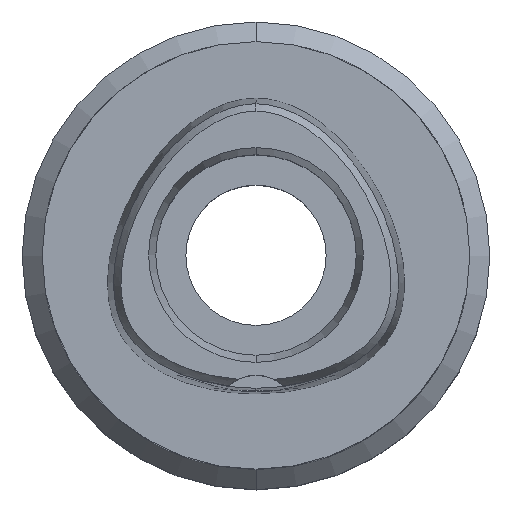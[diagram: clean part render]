
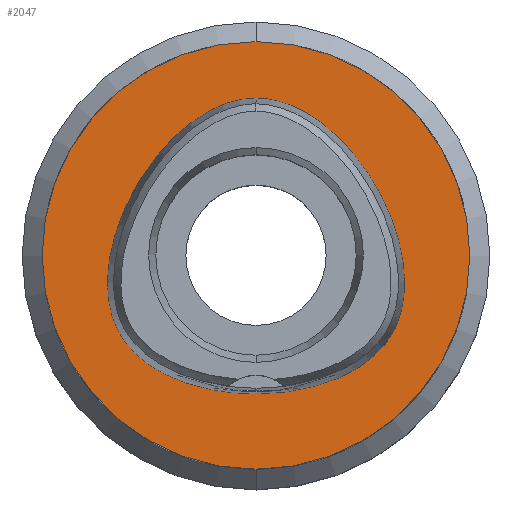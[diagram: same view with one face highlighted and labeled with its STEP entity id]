
A CAD part, top view. The second image highlights one B-rep face of the part: STEP entity #2047.
In plain terms, the highlighted planar face has unit normal (0, 0, 1).
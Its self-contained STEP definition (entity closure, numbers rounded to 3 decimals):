
#282=CARTESIAN_POINT('',(0.,0.,0.));
#283=DIRECTION('',(0.,0.,-1.));
#284=DIRECTION('',(0.,-1.,0.));
#285=AXIS2_PLACEMENT_3D('',#282,#283,#284);
#290=CARTESIAN_POINT('',(0.,0.,0.));
#291=DIRECTION('',(0.,0.,-1.));
#292=DIRECTION('',(0.,1.,0.));
#293=AXIS2_PLACEMENT_3D('',#290,#291,#292);
#298=CARTESIAN_POINT('',(0.,-10.363,0.));
#299=CARTESIAN_POINT('',(0.458,-10.363,
0.));
#300=CARTESIAN_POINT('',(1.36,-10.328,
0.));
#301=CARTESIAN_POINT('',(2.684,-10.175,
0.));
#302=CARTESIAN_POINT('',(3.925,-9.931,
0.));
#303=CARTESIAN_POINT('',(5.06,-9.613,0.));
#304=CARTESIAN_POINT('',(6.074,-9.237,0.));
#305=CARTESIAN_POINT('',(6.966,-8.818,0.));
#306=CARTESIAN_POINT('',(7.74,-8.369,0.));
#307=CARTESIAN_POINT('',(8.405,-7.899,0.));
#308=CARTESIAN_POINT('',(8.974,-7.413,0.));
#309=CARTESIAN_POINT('',(9.456,-6.915,0.));
#310=CARTESIAN_POINT('',(9.86,-6.406,0.));
#311=CARTESIAN_POINT('',(10.197,-5.885,0.));
#312=CARTESIAN_POINT('',(10.479,-5.335,0.));
#313=CARTESIAN_POINT('',(10.716,-4.731,0.));
#314=CARTESIAN_POINT('',(10.907,-4.064,0.));
#315=CARTESIAN_POINT('',(11.043,-3.329,0.));
#316=CARTESIAN_POINT('',(11.118,-2.517,0.));
#317=CARTESIAN_POINT('',(11.119,-1.622,0.));
#318=CARTESIAN_POINT('',(11.036,-0.64,0.));
#319=CARTESIAN_POINT('',(10.854,0.427,0.));
#320=CARTESIAN_POINT('',(10.562,1.569,0.));
#321=CARTESIAN_POINT('',(10.152,2.767,0.));
#322=CARTESIAN_POINT('',(9.623,3.989,0.));
#323=CARTESIAN_POINT('',(8.987,5.195,0.));
#324=CARTESIAN_POINT('',(8.26,6.349,0.));
#325=CARTESIAN_POINT('',(7.466,7.416,0.));
#326=CARTESIAN_POINT('',(6.634,8.369,0.));
#327=CARTESIAN_POINT('',(5.791,9.192,0.));
#328=CARTESIAN_POINT('',(4.958,9.882,0.));
#329=CARTESIAN_POINT('',(4.15,10.444,0.));
#330=CARTESIAN_POINT('',(3.374,10.889,0.));
#331=CARTESIAN_POINT('',(2.634,11.23,0.));
#332=CARTESIAN_POINT('',(1.929,11.479,
0.));
#333=CARTESIAN_POINT('',(1.257,11.647,0.));
#334=CARTESIAN_POINT('',(0.615,11.743,
0.));
#335=CARTESIAN_POINT('',(0.202,11.763,
0.));
#336=CARTESIAN_POINT('',(0.,11.763,
0.));
#341=CARTESIAN_POINT('',(0.,11.763,
0.));
#342=CARTESIAN_POINT('',(-0.202,11.763,
0.));
#343=CARTESIAN_POINT('',(-0.615,11.743,
0.));
#344=CARTESIAN_POINT('',(-1.257,11.647,
0.));
#345=CARTESIAN_POINT('',(-1.929,11.479,
0.));
#346=CARTESIAN_POINT('',(-2.634,11.23,0.));
#347=CARTESIAN_POINT('',(-3.374,10.889,0.));
#348=CARTESIAN_POINT('',(-4.149,10.444,0.));
#349=CARTESIAN_POINT('',(-4.958,9.882,0.));
#350=CARTESIAN_POINT('',(-5.79,9.192,0.));
#351=CARTESIAN_POINT('',(-6.633,8.37,0.));
#352=CARTESIAN_POINT('',(-7.465,7.417,0.));
#353=CARTESIAN_POINT('',(-8.259,6.349,0.));
#354=CARTESIAN_POINT('',(-8.986,5.196,0.));
#355=CARTESIAN_POINT('',(-9.623,3.99,0.));
#356=CARTESIAN_POINT('',(-10.151,2.769,0.));
#357=CARTESIAN_POINT('',(-10.561,1.572,0.));
#358=CARTESIAN_POINT('',(-10.854,0.43,0.));
#359=CARTESIAN_POINT('',(-11.036,-0.637,0.));
#360=CARTESIAN_POINT('',(-11.119,-1.619,0.));
#361=CARTESIAN_POINT('',(-11.118,-2.514,0.));
#362=CARTESIAN_POINT('',(-11.044,-3.326,0.));
#363=CARTESIAN_POINT('',(-10.907,-4.062,0.));
#364=CARTESIAN_POINT('',(-10.717,-4.729,0.));
#365=CARTESIAN_POINT('',(-10.48,-5.332,0.));
#366=CARTESIAN_POINT('',(-10.197,-5.885,0.));
#367=CARTESIAN_POINT('',(-9.86,-6.406,0.));
#368=CARTESIAN_POINT('',(-9.456,-6.914,0.));
#369=CARTESIAN_POINT('',(-8.974,-7.412,0.));
#370=CARTESIAN_POINT('',(-8.406,-7.898,0.));
#371=CARTESIAN_POINT('',(-7.74,-8.369,0.));
#372=CARTESIAN_POINT('',(-6.966,-8.818,0.));
#373=CARTESIAN_POINT('',(-6.075,-9.237,0.));
#374=CARTESIAN_POINT('',(-5.06,-9.613,0.));
#375=CARTESIAN_POINT('',(-3.925,-9.931,
0.));
#376=CARTESIAN_POINT('',(-2.684,-10.175,
0.));
#377=CARTESIAN_POINT('',(-1.36,-10.328,
0.));
#378=CARTESIAN_POINT('',(-0.458,-10.363,0.));
#379=CARTESIAN_POINT('',(0.,-10.363,0.));
#1363=VERTEX_POINT('',#341);
#1364=VERTEX_POINT('',#379);
#1369=CARTESIAN_POINT('',(0.,-16.,0.));
#1370=CARTESIAN_POINT('',(0.,16.,0.));
#1371=VERTEX_POINT('',#1369);
#1372=VERTEX_POINT('',#1370);
#2031=CARTESIAN_POINT('',(0.,0.,0.));
#2032=DIRECTION('',(0.,0.,-1.));
#2033=DIRECTION('',(0.,-1.,0.));
#2034=AXIS2_PLACEMENT_3D('',#2031,#2032,#2033);
#2035=PLANE('',#2034);
#2037=ORIENTED_EDGE('',*,*,#2036,.T.);
#2039=ORIENTED_EDGE('',*,*,#2038,.T.);
#2040=EDGE_LOOP('',(#2037,#2039));
#2041=FACE_OUTER_BOUND('',#2040,.F.);
#2043=ORIENTED_EDGE('',*,*,#2042,.T.);
#2044=ORIENTED_EDGE('',*,*,#2014,.T.);
#2045=EDGE_LOOP('',(#2043,#2044));
#2046=FACE_BOUND('',#2045,.F.);
#286=CIRCLE('',#285,16.);
#294=CIRCLE('',#293,16.);
#337=B_SPLINE_CURVE_WITH_KNOTS('',3,(#298,#299,#300,#301,#302,#303,#304,#305,
#306,#307,#308,#309,#310,#311,#312,#313,#314,#315,#316,#317,#318,#319,#320,#321,
#322,#323,#324,#325,#326,#327,#328,#329,#330,#331,#332,#333,#334,#335,#336),
.UNSPECIFIED.,.F.,.F.,(4,1,1,1,1,1,1,1,1,1,1,1,1,1,1,1,1,1,1,1,1,1,1,1,1,1,1,1,
1,1,1,1,1,1,1,1,4),(0.,0.028,0.056,0.083,
0.111,0.139,0.167,0.194,
0.222,0.25,0.278,0.306,0.333,
0.361,0.389,0.417,0.444,
0.472,0.5,0.528,0.556,0.583,
0.611,0.639,0.667,0.694,
0.722,0.75,0.778,0.806,0.833,
0.861,0.889,0.917,0.944,
0.972,1.),.UNSPECIFIED.);
#380=B_SPLINE_CURVE_WITH_KNOTS('',3,(#341,#342,#343,#344,#345,#346,#347,#348,
#349,#350,#351,#352,#353,#354,#355,#356,#357,#358,#359,#360,#361,#362,#363,#364,
#365,#366,#367,#368,#369,#370,#371,#372,#373,#374,#375,#376,#377,#378,#379),
.UNSPECIFIED.,.F.,.F.,(4,1,1,1,1,1,1,1,1,1,1,1,1,1,1,1,1,1,1,1,1,1,1,1,1,1,1,1,
1,1,1,1,1,1,1,1,4),(0.,0.028,0.056,0.083,
0.111,0.139,0.167,0.194,
0.222,0.25,0.278,0.306,0.333,
0.361,0.389,0.417,0.444,
0.472,0.5,0.528,0.556,0.583,
0.611,0.639,0.667,0.694,
0.722,0.75,0.778,0.806,0.833,
0.861,0.889,0.917,0.944,
0.972,1.),.UNSPECIFIED.);
#2014=EDGE_CURVE('',#1363,#1364,#380,.T.);
#2036=EDGE_CURVE('',#1371,#1372,#286,.T.);
#2038=EDGE_CURVE('',#1372,#1371,#294,.T.);
#2042=EDGE_CURVE('',#1364,#1363,#337,.T.);
#2047=ADVANCED_FACE('',(#2041,#2046),#2035,.F.);
